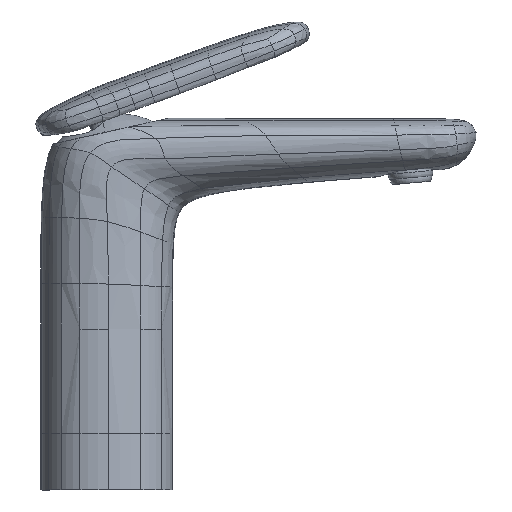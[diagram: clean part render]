
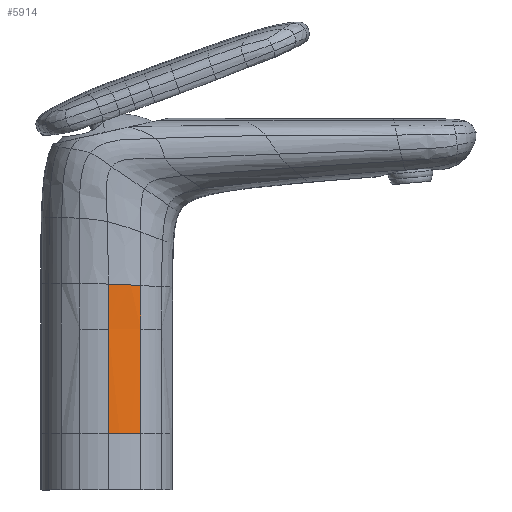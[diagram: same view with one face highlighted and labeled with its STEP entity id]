
A CAD part, left-side view. The second image highlights one B-rep face of the part: STEP entity #5914.
In plain terms, the highlighted free-form (B-spline) face has degree [3, 1] with [5, 2] control points.
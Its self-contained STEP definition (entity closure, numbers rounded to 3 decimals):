
#242=LINE('',#7346,#383);
#243=LINE('',#7378,#384);
#267=LINE('',#7923,#408);
#268=LINE('',#7939,#409);
#383=VECTOR('',#6555,17.015);
#384=VECTOR('',#6556,16.464);
#408=VECTOR('',#6582,39.347);
#409=VECTOR('',#6583,39.347);
#553=FACE_OUTER_BOUND('',#987,.T.);
#987=EDGE_LOOP('',(#3759,#3760,#3761,#3762,#3763,#3764));
#1436=B_SPLINE_CURVE_WITH_KNOTS('',3,(#7549,#7550,#7551,#7552,#7553),
 .UNSPECIFIED.,.F.,.F.,(4,1,4),(0.,0.5,1.),.UNSPECIFIED.);
#1461=B_SPLINE_CURVE_WITH_KNOTS('',3,(#7934,#7935,#7936,#7937,#7938),
 .UNSPECIFIED.,.F.,.F.,(4,1,4),(0.,0.5,1.),.UNSPECIFIED.);
#2139=VERTEX_POINT('',#7333);
#2141=VERTEX_POINT('',#7341);
#2142=VERTEX_POINT('',#7357);
#2144=VERTEX_POINT('',#7377);
#2157=VERTEX_POINT('',#7520);
#2159=VERTEX_POINT('',#7548);
#2690=EDGE_CURVE('',#2139,#2141,#242,.T.);
#2692=EDGE_CURVE('',#2144,#2142,#243,.T.);
#2712=EDGE_CURVE('',#2159,#2157,#1436,.T.);
#2754=EDGE_CURVE('',#2144,#2157,#267,.T.);
#2755=EDGE_CURVE('',#2139,#2142,#1461,.T.);
#2756=EDGE_CURVE('',#2141,#2159,#268,.T.);
#3759=ORIENTED_EDGE('',*,*,#2754,.F.);
#3760=ORIENTED_EDGE('',*,*,#2692,.T.);
#3761=ORIENTED_EDGE('',*,*,#2755,.F.);
#3762=ORIENTED_EDGE('',*,*,#2690,.T.);
#3763=ORIENTED_EDGE('',*,*,#2756,.T.);
#3764=ORIENTED_EDGE('',*,*,#2712,.T.);
#5567=B_SPLINE_SURFACE_WITH_KNOTS('',3,1,((#7924,#7925),(#7926,#7927),(#7928,
#7929),(#7930,#7931),(#7932,#7933)),.UNSPECIFIED.,.F.,.F.,.F.,(4,1,4),(2,
2),(0.,0.01,1.),(0.,8.278),.UNSPECIFIED.);
#5914=ADVANCED_FACE('',(#553),#5567,.T.);
#6555=DIRECTION('',(0.,0.,-1.));
#6556=DIRECTION('',(0.,0.,1.));
#6582=DIRECTION('',(0.,0.,-1.));
#6583=DIRECTION('',(0.,0.,-1.));
#7333=CARTESIAN_POINT('',(885.75,1441.821,79.536));
#7341=CARTESIAN_POINT('',(885.75,1441.821,62.521));
#7346=CARTESIAN_POINT('',(885.75,1441.821,79.536));
#7357=CARTESIAN_POINT('',(889.042,1429.638,78.985));
#7377=CARTESIAN_POINT('',(889.042,1429.638,62.521));
#7378=CARTESIAN_POINT('',(889.042,1429.638,62.521));
#7520=CARTESIAN_POINT('',(889.042,1429.638,23.175));
#7548=CARTESIAN_POINT('',(885.75,1441.821,23.175));
#7549=CARTESIAN_POINT('Ctrl Pts',(885.75,1441.821,23.175));
#7550=CARTESIAN_POINT('Ctrl Pts',(885.91,1439.756,23.175));
#7551=CARTESIAN_POINT('Ctrl Pts',(886.658,1435.442,23.175));
#7552=CARTESIAN_POINT('Ctrl Pts',(888.131,1431.416,23.175));
#7553=CARTESIAN_POINT('Ctrl Pts',(889.042,1429.638,23.175));
#7923=CARTESIAN_POINT('',(889.042,1429.638,62.521));
#7924=CARTESIAN_POINT('Ctrl Pts',(889.1,1429.525,80.1));
#7925=CARTESIAN_POINT('Ctrl Pts',(889.1,1429.525,-2.684));
#7926=CARTESIAN_POINT('Ctrl Pts',(889.081,1429.562,80.1));
#7927=CARTESIAN_POINT('Ctrl Pts',(889.081,1429.562,-2.684));
#7928=CARTESIAN_POINT('Ctrl Pts',(887.213,1433.183,80.1));
#7929=CARTESIAN_POINT('Ctrl Pts',(887.213,1433.183,-2.684));
#7930=CARTESIAN_POINT('Ctrl Pts',(886.046,1437.784,80.1));
#7931=CARTESIAN_POINT('Ctrl Pts',(886.046,1437.784,-2.684));
#7932=CARTESIAN_POINT('Ctrl Pts',(885.74,1441.947,80.1));
#7933=CARTESIAN_POINT('Ctrl Pts',(885.74,1441.947,-2.684));
#7934=CARTESIAN_POINT('Ctrl Pts',(885.75,1441.821,79.536));
#7935=CARTESIAN_POINT('Ctrl Pts',(885.91,1439.755,79.478));
#7936=CARTESIAN_POINT('Ctrl Pts',(886.659,1435.441,79.302));
#7937=CARTESIAN_POINT('Ctrl Pts',(888.131,1431.415,79.085));
#7938=CARTESIAN_POINT('Ctrl Pts',(889.042,1429.638,78.985));
#7939=CARTESIAN_POINT('',(885.75,1441.821,62.521));
